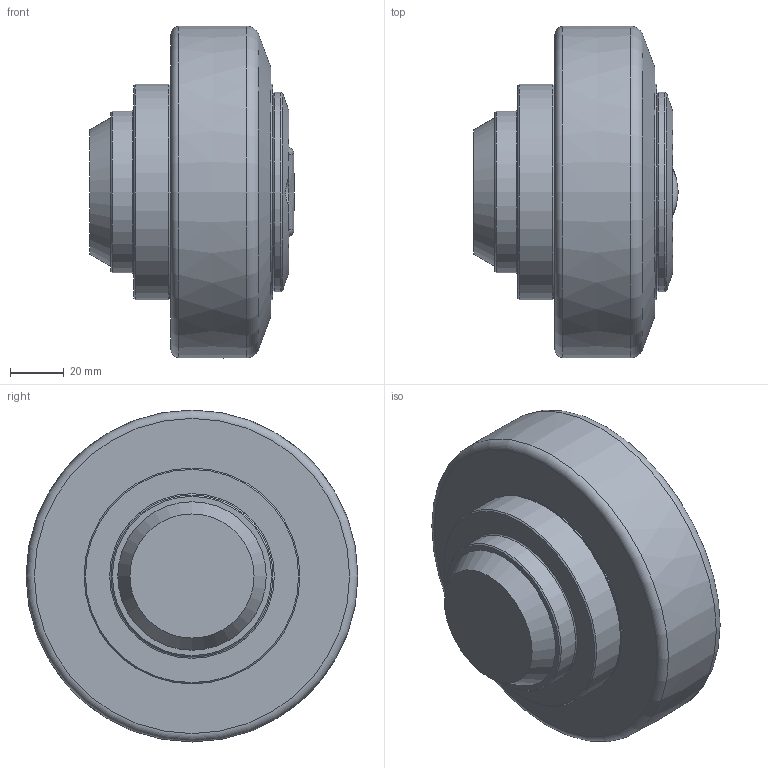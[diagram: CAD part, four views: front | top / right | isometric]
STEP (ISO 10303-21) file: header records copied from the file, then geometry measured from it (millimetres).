
FILE_DESCRIPTION(/* description */ ('-','CAx-IF Rec.Pracs.---Representation and Presentation of Product Manufacturing Information (PMI)---4.0---2014-10-13'),/* implementation_level */ '2;1');
FILE_NAME(/* name */ '49c6a504-829f-470c-aa2e-a20ddbcc7cf5.stp',/* time_stamp */ '2020-04-01T16:38:29+02:00',/* author */ ('-'),/* organization */ ('NTI CADcenter A/S'),/* preprocessor_version */ 'ST-DEVELOPER v18',/* originating_system */ 'Autodesk Inventor 2020',/* authorisation */ '-');
FILE_SCHEMA (('AP242_MANAGED_MODEL_BASED_3D_ENGINEERING_MIM_LF { 1 0 10303 442 1 1 4 }'));
Length unit declared in the file: millimetre
Products named in the file (1): TR 120.0300_Kontur
Bounding box: 75.8 x 122.99 x 122.99 mm (x, y, z)
Volume: 556584.9 mm3; surface area: 43984.5 mm2
Topology: 1 solids, 1 shells, 79 faces, 207 edges, 140 vertices
Faces by surface type: plane 37, cylinder 21, cone 13, torus 6, bspline 2
Full cylindrical faces by diameter (mm): 10 x2, 10.5 x2, 60 x1, 74 x1, 80 x3
Entity records: 2623 total; most frequent: CARTESIAN_POINT 571, DIRECTION 440, ORIENTED_EDGE 414, EDGE_CURVE 207, AXIS2_PLACEMENT_3D 171, VERTEX_POINT 140, LINE 98, VECTOR 98
